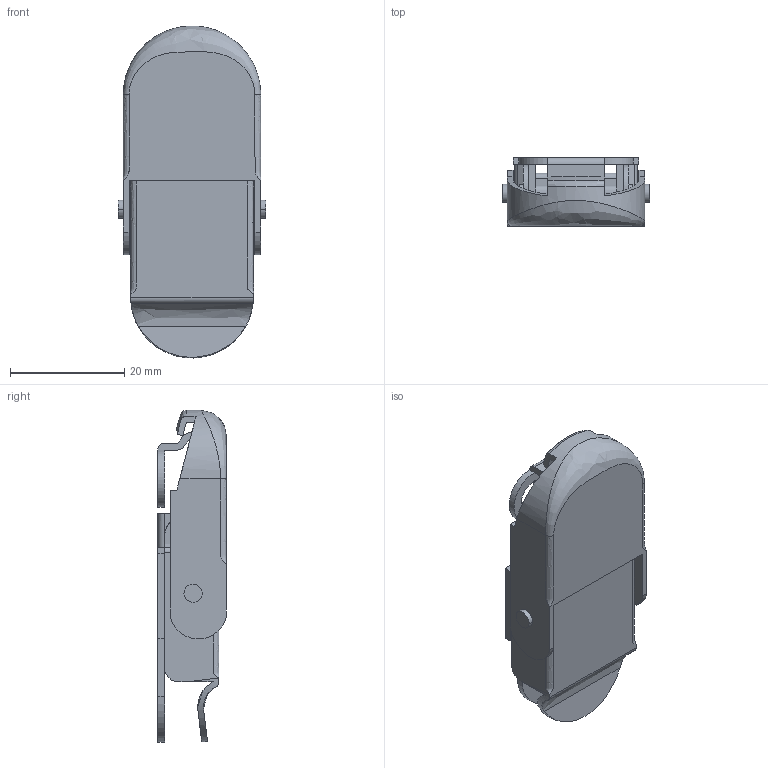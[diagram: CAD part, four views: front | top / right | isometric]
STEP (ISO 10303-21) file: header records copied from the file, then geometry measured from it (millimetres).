
FILE_DESCRIPTION((''),'2;1');
FILE_NAME('','2005-07-15T17:41:12',(''),(''),'','CADfix','');
FILE_SCHEMA(('AUTOMOTIVE_DESIGN'));
Length unit declared in the file: millimetre
Products named in the file (7): shaft_B; shaft_A; lever; keeper; base; arm; TL_97_22232_36
Assembly tree (6 placements, depth 2):
  TL_97_22232_36
    shaft_B
    shaft_A
    lever
    keeper
    base
    arm
Bounding box: 25.8 x 12 x 58 mm (x, y, z)
Volume: 4252.4 mm3; surface area: 8849.9 mm2
Topology: 6 solids, 6 shells, 207 faces, 623 edges, 428 vertices
Faces by surface type: bspline 207
Entity records: 8103 total; most frequent: CARTESIAN_POINT 4501, ORIENTED_EDGE 1234, EDGE_CURVE 617, VERTEX_POINT 428, QUASI_UNIFORM_CURVE 320, EDGE_LOOP 239, FACE_OUTER_BOUND 207, ADVANCED_FACE 207
